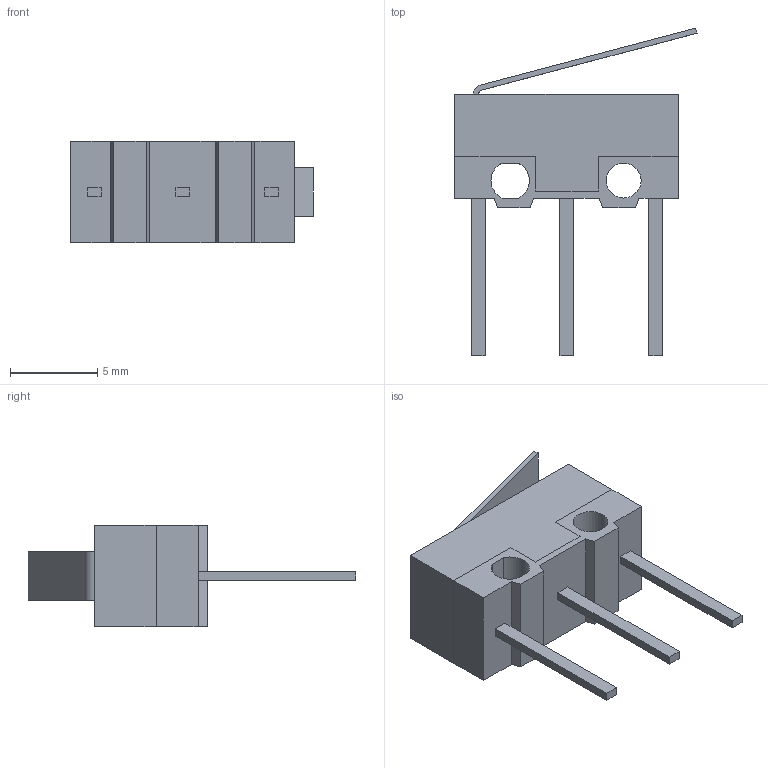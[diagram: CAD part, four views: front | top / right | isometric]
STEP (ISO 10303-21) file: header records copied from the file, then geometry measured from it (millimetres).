
FILE_DESCRIPTION(/* description */ (''),/* implementation_level */ '2;1');
FILE_NAME(/* name */ 'Little Switch v4.step',/* time_stamp */ '2019-08-12T20:50:19+01:00',/* author */ (''),/* organization */ (''),/* preprocessor_version */ 'ST-DEVELOPER v18',/* originating_system */ 'Autodesk Translation Framework v8.2.0.1029',/* authorisation */ '');
FILE_SCHEMA (('AUTOMOTIVE_DESIGN { 1 0 10303 214 3 1 1 }'));
Length unit declared in the file: millimetre
Products named in the file (1): Little Switch
Bounding box: 13.88 x 18.77 x 5.8 mm (x, y, z)
Volume: 437.3 mm3; surface area: 797.5 mm2
Topology: 6 solids, 6 shells, 59 faces, 141 edges, 94 vertices
Faces by surface type: plane 54, cylinder 5
Full cylindrical faces by diameter (mm): 2 x1
Entity records: 1742 total; most frequent: CARTESIAN_POINT 295, ORIENTED_EDGE 282, DIRECTION 271, EDGE_CURVE 141, LINE 131, VECTOR 131, VERTEX_POINT 94, AXIS2_PLACEMENT_3D 70
